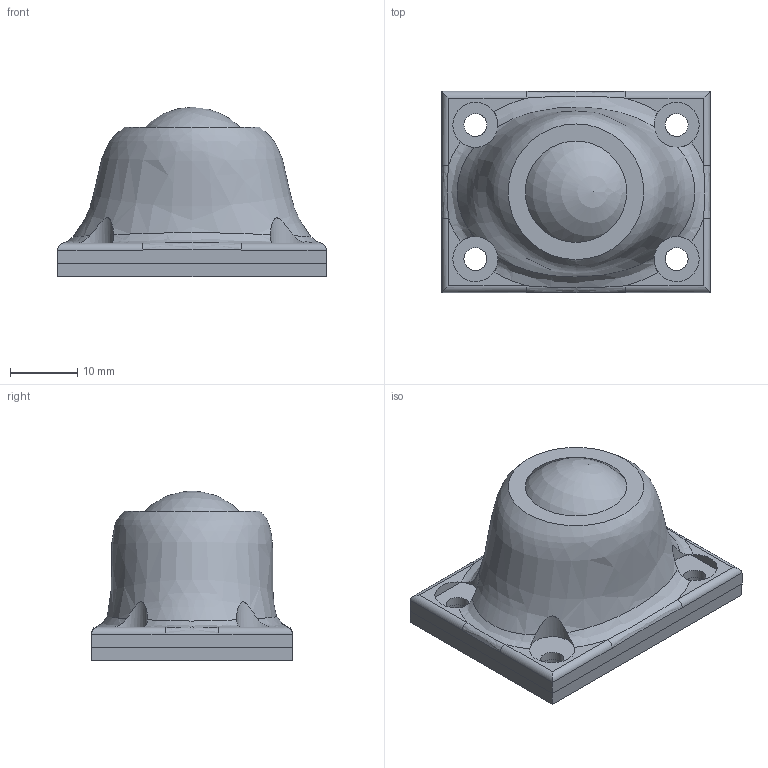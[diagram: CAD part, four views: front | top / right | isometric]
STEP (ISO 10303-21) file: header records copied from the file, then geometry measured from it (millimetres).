
FILE_DESCRIPTION(('FreeCAD Model'),'2;1');
FILE_NAME('Open CASCADE Shape Model','2025-09-25T16:11:30',('Author'),( ''),'Open CASCADE STEP processor 7.8','FreeCAD','Unknown');
FILE_SCHEMA(('AUTOMOTIVE_DESIGN { 1 0 10303 214 1 1 1 1 }'));
Length unit declared in the file: millimetre
Products named in the file (5): Unnamed; Body; Assembly 1; Roller_Sphere; Roller_Housing
Assembly tree (4 placements, depth 3):
  Unnamed
    Body
    Assembly 1
      Roller_Sphere
      Roller_Housing
Bounding box: 40 x 30 x 25.3 mm (x, y, z)
Volume: 15112.9 mm3; surface area: 8774.7 mm2
Topology: 3 solids, 3 shells, 51 faces, 133 edges, 82 vertices
Faces by surface type: cylinder 20, plane 16, bspline 9, cone 4, sphere 2
Full cylindrical faces by diameter (mm): 3.4 x8
Entity records: 2109 total; most frequent: CARTESIAN_POINT 823, ORIENTED_EDGE 258, DIRECTION 226, EDGE_CURVE 129, AXIS2_PLACEMENT_3D 93, VERTEX_POINT 81, FACE_BOUND 64, EDGE_LOOP 63
